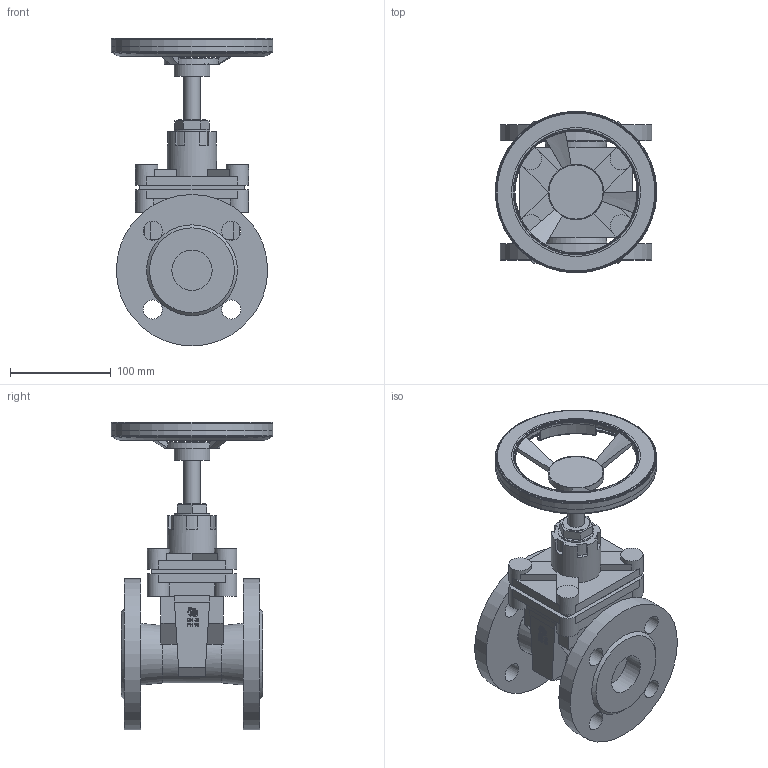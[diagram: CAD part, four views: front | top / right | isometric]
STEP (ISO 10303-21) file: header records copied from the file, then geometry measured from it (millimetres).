
FILE_DESCRIPTION(('STEP AP203'), '1');
FILE_NAME('3D_101-040-16_1', '', ('UNSPECIFIED'), ('UNSPECIFIED'), 'C3D Converter', 'C3D Toolkit', '');
FILE_SCHEMA(('CONFIG_CONTROL_DESIGN'));
Length unit declared in the file: millimetre
Bounding box: 160 x 160 x 305 mm (x, y, z)
Volume: 1541869.9 mm3; surface area: 218953.6 mm2
Topology: 1 solids, 1 shells, 2890 faces, 8471 edges, 5620 vertices
Faces by surface type: plane 2759, cone 77, cylinder 45, torus 9
Full cylindrical faces by diameter (mm): 16 x1, 19 x8, 22.222 x4, 26.667 x1, 35.556 x2, 40 x2, 48.889 x1, 52.375 x1, 61.18 x2, 124.444 x1, 150 x2, 156.444 x1, 160 x1
Entity records: 119817 total; most frequent: CARTESIAN_POINT 20116, ORIENTED_EDGE 16748, DIRECTION 14333, EDGE_CURVE 8374, LINE 8117, VECTOR 8117, VERTEX_POINT 5620, AXIS2_PLACEMENT_3D 3108
